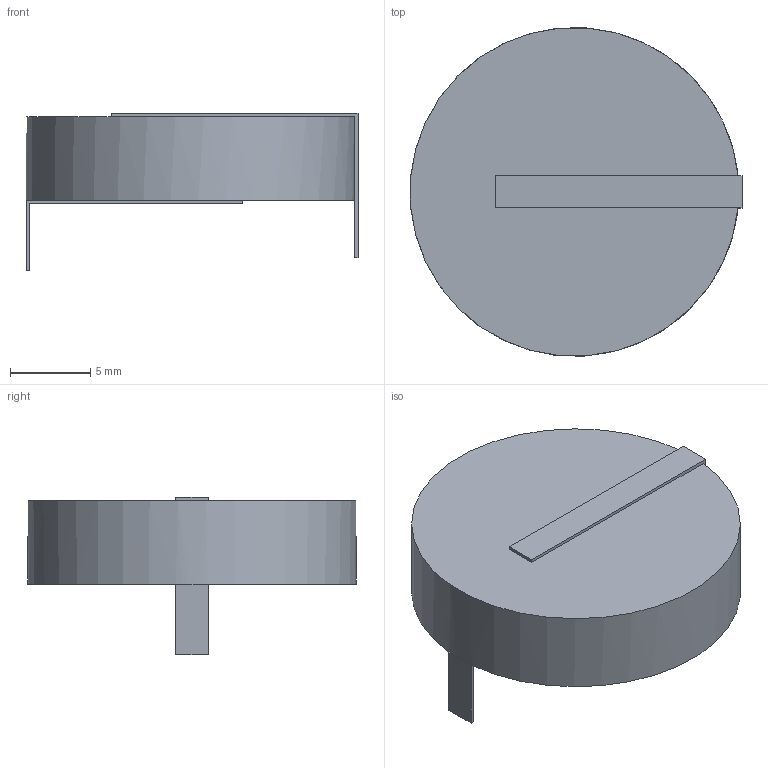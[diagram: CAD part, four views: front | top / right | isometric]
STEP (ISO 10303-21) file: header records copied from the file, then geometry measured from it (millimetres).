
FILE_DESCRIPTION(('FreeCAD Model'),'2;1');
FILE_NAME('Open CASCADE Shape Model','2022-03-30T14:52:33',(''),(''), 'Open CASCADE STEP processor 7.5','FreeCAD','Unknown');
FILE_SCHEMA(('AUTOMOTIVE_DESIGN { 1 0 10303 214 1 1 1 1 }'));
Length unit declared in the file: millimetre
Products named in the file (1): Body
Bounding box: 20.7 x 20.48 x 9.8 mm (x, y, z)
Volume: 1733.1 mm3; surface area: 1066.3 mm2
Topology: 1 solids, 1 shells, 21 faces, 50 edges, 31 vertices
Faces by surface type: plane 20, cylinder 1
Full cylindrical faces by diameter (mm): 20.5 x1
Entity records: 617 total; most frequent: CARTESIAN_POINT 103, DIRECTION 101, ORIENTED_EDGE 100, EDGE_CURVE 50, LINE 43, VECTOR 43, VERTEX_POINT 31, AXIS2_PLACEMENT_3D 29
